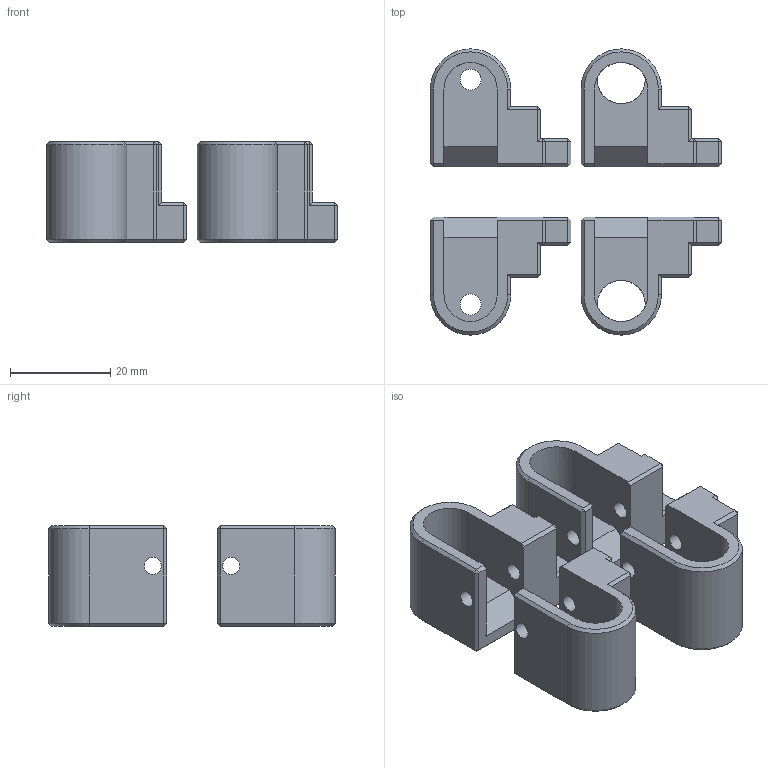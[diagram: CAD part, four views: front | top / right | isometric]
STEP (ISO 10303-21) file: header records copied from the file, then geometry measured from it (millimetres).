
FILE_DESCRIPTION(/* description */ (''),/* implementation_level */ '2;1');
FILE_NAME(/* name */ 'triangle_lab_filament_sensor_mount.step',/* time_stamp */ '2020-01-20T19:58:21-06:00',/* author */ (''),/* organization */ (''),/* preprocessor_version */ 'ST-DEVELOPER v18',/* originating_system */ 'Autodesk Translation Framework v8.12.0.6',/* authorisation */ '');
FILE_SCHEMA (('AUTOMOTIVE_DESIGN { 1 0 10303 214 3 1 1 }'));
Length unit declared in the file: millimetre
Products named in the file (3): Triangle Lab Filament Sensor Mount; triangle_lab_filament_sensor_mount_a; triangle_lab_filament_sensor_mount_b
Assembly tree (2 placements, depth 2):
  Triangle Lab Filament Sensor Mount
    triangle_lab_filament_sensor_mount_a
    triangle_lab_filament_sensor_mount_b
Bounding box: 58 x 57 x 20 mm (x, y, z)
Volume: 21958.6 mm3; surface area: 13033 mm2
Topology: 4 solids, 4 shells, 228 faces, 506 edges, 284 vertices
Faces by surface type: plane 196, cylinder 20, cone 8, bspline 2, torus 2
Full cylindrical faces by diameter (mm): 3.4 x8, 4.2 x2, 9.6 x2
Entity records: 6575 total; most frequent: CARTESIAN_POINT 1485, DIRECTION 1014, ORIENTED_EDGE 1012, EDGE_CURVE 506, LINE 444, VECTOR 444, AXIS2_PLACEMENT_3D 285, VERTEX_POINT 284
